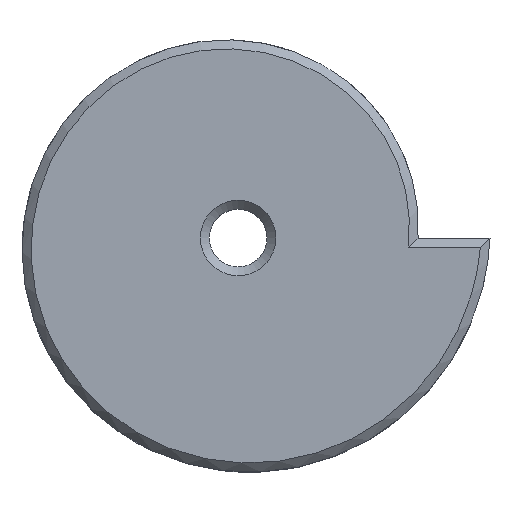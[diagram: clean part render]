
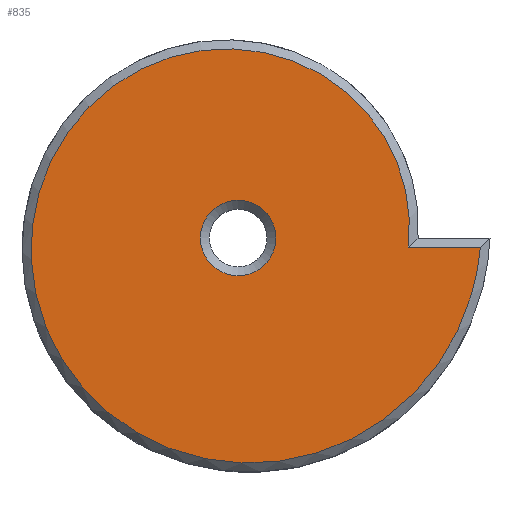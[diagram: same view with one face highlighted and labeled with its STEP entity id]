
A CAD part, top view. The second image highlights one B-rep face of the part: STEP entity #835.
In plain terms, the highlighted planar face has unit normal (0, 0, 1).
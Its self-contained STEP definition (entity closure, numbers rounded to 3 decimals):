
#493 = VERTEX_POINT('',#494);
#494 = CARTESIAN_POINT('',(18.904,-1.,15.));
#505 = EDGE_CURVE('',#493,#506,#508,.T.);
#506 = VERTEX_POINT('',#507);
#507 = CARTESIAN_POINT('',(26.933,-1.,15.));
#508 = B_SPLINE_CURVE_WITH_KNOTS('',13,(#509,#510,#511,#512,#513,#514,
    #515,#516,#517,#518,#519,#520,#521,#522,#523,#524,#525,#526,#527,
    #528,#529,#530,#531,#532,#533,#534,#535,#536,#537,#538,#539,#540,
    #541,#542,#543,#544,#545,#546,#547,#548,#549,#550,#551,#552,#553,
    #554,#555,#556,#557,#558,#559,#560,#561,#562,#563,#564,#565,#566,
    #567,#568,#569,#570,#571,#572,#573,#574,#575,#576,#577,#578,#579,
    #580,#581,#582),.UNSPECIFIED.,.F.,.F.,(14,12,12,12,12,12,14),(
    -5.672,-3.852,15.506,34.864,
    73.579,151.01,155.787),.UNSPECIFIED.);
#509 = CARTESIAN_POINT('',(18.2,-4.325,15.));
#510 = CARTESIAN_POINT('',(18.232,-4.219,15.));
#511 = CARTESIAN_POINT('',(18.264,-4.113,
    15.));
#512 = CARTESIAN_POINT('',(18.295,-4.007,
    15.));
#513 = CARTESIAN_POINT('',(18.325,-3.901,
    15.));
#514 = CARTESIAN_POINT('',(18.355,-3.795,
    15.));
#515 = CARTESIAN_POINT('',(18.383,-3.689,
    15.));
#516 = CARTESIAN_POINT('',(18.412,-3.582,
    15.));
#517 = CARTESIAN_POINT('',(18.439,-3.475,
    15.));
#518 = CARTESIAN_POINT('',(18.466,-3.369,
    15.));
#519 = CARTESIAN_POINT('',(18.493,-3.262,
    15.));
#520 = CARTESIAN_POINT('',(18.518,-3.154,
    15.));
#521 = CARTESIAN_POINT('',(18.543,-3.047,15.));
#522 = CARTESIAN_POINT('',(18.827,-1.797,
    15.));
#523 = CARTESIAN_POINT('',(19.011,-0.638,
    15.));
#524 = CARTESIAN_POINT('',(19.119,0.537,
    15.));
#525 = CARTESIAN_POINT('',(19.145,1.727,15.
    ));
#526 = CARTESIAN_POINT('',(19.093,2.928,
    15.));
#527 = CARTESIAN_POINT('',(18.96,4.108,
    15.));
#528 = CARTESIAN_POINT('',(18.744,5.314,15.)
  );
#529 = CARTESIAN_POINT('',(18.449,6.475,
    15.));
#530 = CARTESIAN_POINT('',(18.073,7.641,
    15.));
#531 = CARTESIAN_POINT('',(17.618,8.771,
    15.));
#532 = CARTESIAN_POINT('',(17.087,9.876,15.
    ));
#533 = CARTESIAN_POINT('',(16.48,10.943,15.));
#534 = CARTESIAN_POINT('',(15.124,12.996,
    15.));
#535 = CARTESIAN_POINT('',(14.373,13.981,
    15.));
#536 = CARTESIAN_POINT('',(13.553,14.919,
    15.));
#537 = CARTESIAN_POINT('',(12.667,15.805,
    15.));
#538 = CARTESIAN_POINT('',(11.719,16.634,
    15.));
#539 = CARTESIAN_POINT('',(10.712,17.401,
    15.));
#540 = CARTESIAN_POINT('',(9.651,18.101,15.
    ));
#541 = CARTESIAN_POINT('',(8.54,18.731,
    15.));
#542 = CARTESIAN_POINT('',(7.386,19.286,
    15.));
#543 = CARTESIAN_POINT('',(6.193,19.764,
    15.));
#544 = CARTESIAN_POINT('',(4.968,20.161,15.
    ));
#545 = CARTESIAN_POINT('',(3.715,20.476,15.
    ));
#546 = CARTESIAN_POINT('',(-0.104,21.164,
    15.));
#547 = CARTESIAN_POINT('',(-2.733,21.284,
    15.));
#548 = CARTESIAN_POINT('',(-5.396,21.05,
    15.));
#549 = CARTESIAN_POINT('',(-8.039,20.454,
    15.));
#550 = CARTESIAN_POINT('',(-10.61,19.497,
    15.));
#551 = CARTESIAN_POINT('',(-13.054,18.19,
    15.));
#552 = CARTESIAN_POINT('',(-15.32,16.551,15.
    ));
#553 = CARTESIAN_POINT('',(-17.358,14.608,
    15.));
#554 = CARTESIAN_POINT('',(-19.125,12.396,
    15.));
#555 = CARTESIAN_POINT('',(-20.582,9.957,
    15.));
#556 = CARTESIAN_POINT('',(-21.698,7.34,
    15.));
#557 = CARTESIAN_POINT('',(-22.452,4.596,
    15.));
#558 = CARTESIAN_POINT('',(-23.586,-3.852,
    15.));
#559 = CARTESIAN_POINT('',(-22.836,-9.771,
    15.));
#560 = CARTESIAN_POINT('',(-20.473,-15.539,
    15.));
#561 = CARTESIAN_POINT('',(-16.527,-20.673,
    15.));
#562 = CARTESIAN_POINT('',(-11.19,-24.7,
    15.));
#563 = CARTESIAN_POINT('',(-4.81,-27.209,15.
    ));
#564 = CARTESIAN_POINT('',(2.135,-27.916,15.
    ));
#565 = CARTESIAN_POINT('',(9.086,-26.704,
    15.));
#566 = CARTESIAN_POINT('',(15.47,-23.648,
    15.));
#567 = CARTESIAN_POINT('',(20.773,-19.002,
    15.));
#568 = CARTESIAN_POINT('',(24.596,-13.17,
    15.));
#569 = CARTESIAN_POINT('',(26.697,-6.646,
    15.));
#570 = CARTESIAN_POINT('',(27.02,0.458,15.));
#571 = CARTESIAN_POINT('',(27.039,0.874,15.));
#572 = CARTESIAN_POINT('',(27.058,1.291,
    15.));
#573 = CARTESIAN_POINT('',(27.077,1.712,
    15.));
#574 = CARTESIAN_POINT('',(27.096,2.135,
    15.));
#575 = CARTESIAN_POINT('',(27.115,2.56,
    15.));
#576 = CARTESIAN_POINT('',(27.135,2.989,
    15.));
#577 = CARTESIAN_POINT('',(27.154,3.419,
    15.));
#578 = CARTESIAN_POINT('',(27.174,3.852,
    15.));
#579 = CARTESIAN_POINT('',(27.194,4.288,
    15.));
#580 = CARTESIAN_POINT('',(27.214,4.726,
    15.));
#581 = CARTESIAN_POINT('',(27.234,5.167,
    15.));
#582 = CARTESIAN_POINT('',(27.254,5.611,
    15.));
#765 = EDGE_CURVE('',#506,#493,#766,.T.);
#766 = LINE('',#767,#768);
#767 = CARTESIAN_POINT('',(28.,-1.,15.));
#768 = VECTOR('',#769,1.);
#769 = DIRECTION('',(-1.,0.,0.));
#835 = ADVANCED_FACE('',(#836,#840),#851,.T.);
#836 = FACE_BOUND('',#837,.T.);
#837 = EDGE_LOOP('',(#838,#839));
#838 = ORIENTED_EDGE('',*,*,#505,.T.);
#839 = ORIENTED_EDGE('',*,*,#765,.T.);
#840 = FACE_BOUND('',#841,.T.);
#841 = EDGE_LOOP('',(#842));
#842 = ORIENTED_EDGE('',*,*,#843,.T.);
#843 = EDGE_CURVE('',#844,#844,#846,.T.);
#844 = VERTEX_POINT('',#845);
#845 = CARTESIAN_POINT('',(4.2,0.,15.));
#846 = CIRCLE('',#847,4.2);
#847 = AXIS2_PLACEMENT_3D('',#848,#849,#850);
#848 = CARTESIAN_POINT('',(0.,0.,15.));
#849 = DIRECTION('',(0.,0.,-1.));
#850 = DIRECTION('',(1.,0.,0.));
#851 = PLANE('',#852);
#852 = AXIS2_PLACEMENT_3D('',#853,#854,#855);
#853 = CARTESIAN_POINT('',(1.344,-2.373,15.));
#854 = DIRECTION('',(0.,0.,1.));
#855 = DIRECTION('',(1.,0.,0.));
